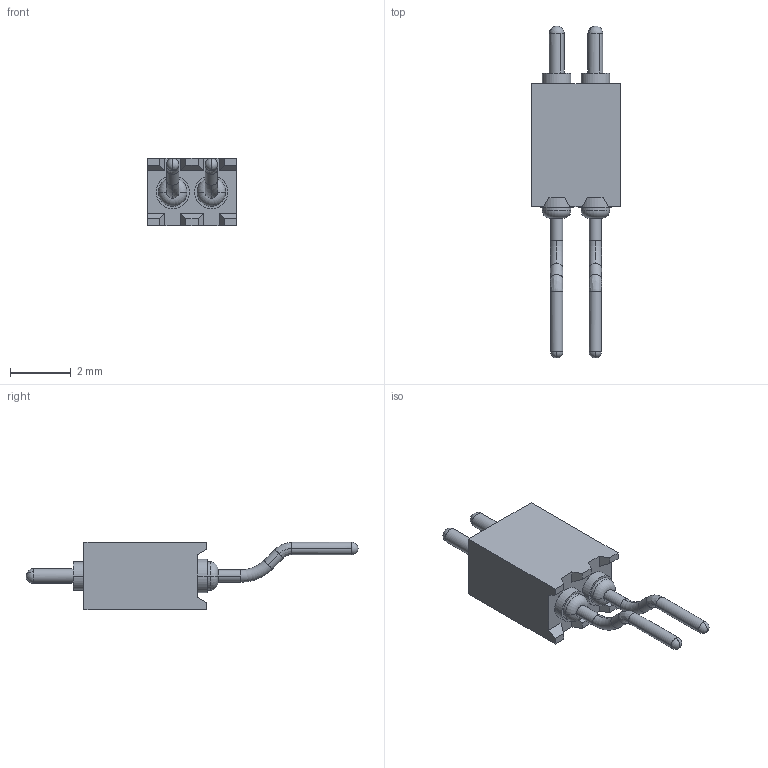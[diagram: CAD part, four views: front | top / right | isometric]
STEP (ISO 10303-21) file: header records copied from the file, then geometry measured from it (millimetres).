
FILE_DESCRIPTION (( 'STEP AP214' ), '1' );
FILE_NAME ('mill-max-854-22-002-40-001101.STEP', '2022-10-05T00:02:24', ( '' ), ( '' ), 'SwSTEP 2.0', 'SolidWorks 2022', '' );
FILE_SCHEMA (( 'AUTOMOTIVE_DESIGN' ));
Length unit declared in the file: inch
Products named in the file (3): 0985-2_default; P8XX-18-013-02-000000_P802-18-013-02-000000; mill-max-854-22-002-40-001101
Assembly tree (3 placements, depth 2):
  mill-max-854-22-002-40-001101
    P8XX-18-013-02-000000_P802-18-013-02-000000
    0985-2_default  x2
Bounding box: 2.92 x 10.91 x 2.21 mm (x, y, z)
Volume: 26.7 mm3; surface area: 123.1 mm2
Topology: 3 solids, 3 shells, 98 faces, 244 edges, 152 vertices
Faces by surface type: cylinder 36, plane 34, torus 8, sphere 8, cone 8, bspline 4
Entity records: 2570 total; most frequent: CARTESIAN_POINT 864, DIRECTION 348, ORIENTED_EDGE 320, EDGE_CURVE 160, AXIS2_PLACEMENT_3D 126, VERTEX_POINT 104, VECTOR 96, LINE 96
